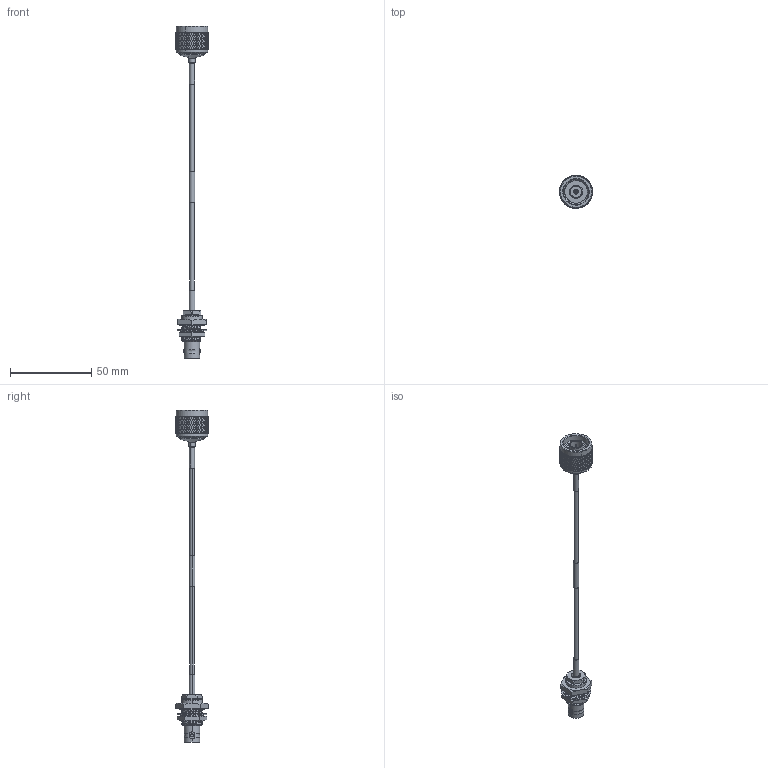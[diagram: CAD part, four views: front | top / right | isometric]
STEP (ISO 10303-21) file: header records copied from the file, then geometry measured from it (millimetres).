
FILE_DESCRIPTION (( 'STEP AP214' ), '1' );
FILE_NAME ('LCCA30636.step', '2020-05-06T20:37:36', ( '' ), ( '' ), 'SwSTEP 2.0', 'SolidWorks 2018', '' );
FILE_SCHEMA (( 'AUTOMOTIVE_DESIGN' ));
Length unit declared in the file: inch
Products named in the file (5): LCCN3066^LCCA30636_Heat Shrink; Label^LCCA30636; LC085TBJ^LCCA30636; LCCA30636; LCCN3050^LCCA30636_Heat Shrink
Assembly tree (4 placements, depth 2):
  LCCA30636
    LC085TBJ^LCCA30636
    Label^LCCA30636
    LCCN3066^LCCA30636_Heat Shrink
    LCCN3050^LCCA30636_Heat Shrink
Bounding box: 20.32 x 20.32 x 204.75 mm (x, y, z)
Volume: 8210.5 mm3; surface area: 8130 mm2
Topology: 8 solids, 8 shells, 2597 faces, 5702 edges, 3140 vertices
Faces by surface type: bspline 1878, cylinder 571, plane 84, cone 56, torus 8
Entity records: 115054 total; most frequent: CARTESIAN_POINT 78769, ORIENTED_EDGE 11404, EDGE_CURVE 5702, VERTEX_POINT 3140, DIRECTION 2644, EDGE_LOOP 2622, FACE_OUTER_BOUND 2597, ADVANCED_FACE 2597
